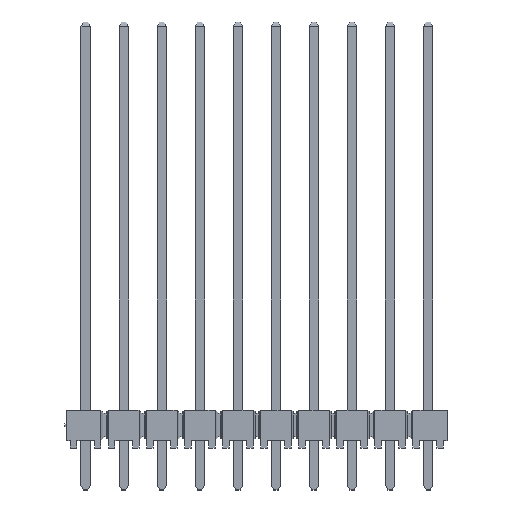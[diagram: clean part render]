
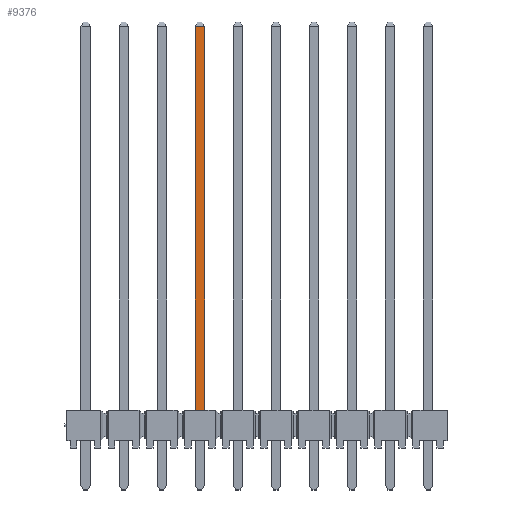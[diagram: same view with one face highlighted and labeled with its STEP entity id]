
A CAD part, top view. The second image highlights one B-rep face of the part: STEP entity #9376.
In plain terms, the highlighted planar face has unit normal (0, 0, 1).
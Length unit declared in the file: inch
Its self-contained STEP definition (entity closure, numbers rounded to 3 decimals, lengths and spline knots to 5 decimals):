
#2287=ORIENTED_EDGE('',*,*,#3795,.T.);
#2288=ORIENTED_EDGE('',*,*,#3847,.T.);
#2289=ORIENTED_EDGE('',*,*,#3805,.T.);
#2290=ORIENTED_EDGE('',*,*,#3888,.T.);
#3795=EDGE_CURVE('',#4696,#4695,#5909,.T.);
#3805=EDGE_CURVE('',#4705,#4706,#5919,.T.);
#3847=EDGE_CURVE('',#4695,#4705,#5961,.T.);
#3888=EDGE_CURVE('',#4706,#4696,#6002,.T.);
#4695=VERTEX_POINT('',#14662);
#4696=VERTEX_POINT('',#14664);
#4705=VERTEX_POINT('',#14686);
#4706=VERTEX_POINT('',#14687);
#5909=LINE('',#14663,#7207);
#5919=LINE('',#14685,#7217);
#5961=LINE('',#14759,#7259);
#6002=LINE('',#14816,#7300);
#7207=VECTOR('',#11982,39.37008);
#7217=VECTOR('',#11998,39.37008);
#7259=VECTOR('',#12064,39.37008);
#7300=VECTOR('',#12137,39.37008);
#7794=EDGE_LOOP('',(#2287,#2288,#2289,#2290));
#8342=FACE_BOUND('',#7794,.T.);
#8869=PLANE('',#9910);
#9376=ADVANCED_FACE('',(#8342),#8869,.T.);
#9910=AXIS2_PLACEMENT_3D('',#14815,#12135,#12136);
#11982=DIRECTION('',(0.,1.,0.));
#11998=DIRECTION('',(0.,-1.,0.));
#12064=DIRECTION('',(-1.,0.,0.));
#12135=DIRECTION('',(0.,0.,1.));
#12136=DIRECTION('',(1.,0.,0.));
#12137=DIRECTION('',(1.,0.,0.));
#14662=CARTESIAN_POINT('',(-0.1375,1.218,0.0125));
#14663=CARTESIAN_POINT('',(-0.1375,0.,0.0125));
#14664=CARTESIAN_POINT('',(-0.1375,0.165,0.0125));
#14685=CARTESIAN_POINT('',(-0.1625,0.,0.0125));
#14686=CARTESIAN_POINT('',(-0.1625,1.218,0.0125));
#14687=CARTESIAN_POINT('',(-0.1625,0.165,0.0125));
#14759=CARTESIAN_POINT('',(1.,1.218,0.0125));
#14815=CARTESIAN_POINT('',(0.,0.,0.0125));
#14816=CARTESIAN_POINT('',(0.,0.165,0.0125));
